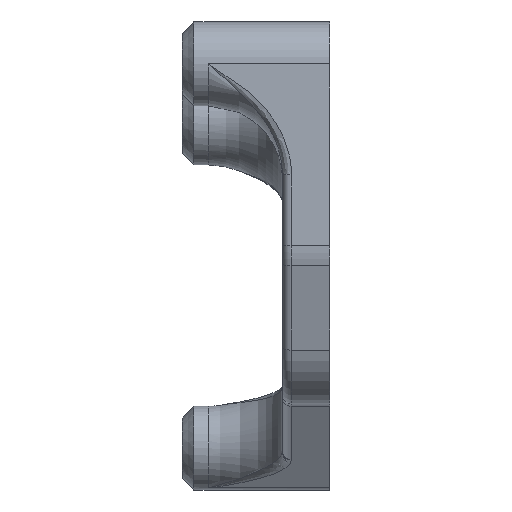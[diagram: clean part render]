
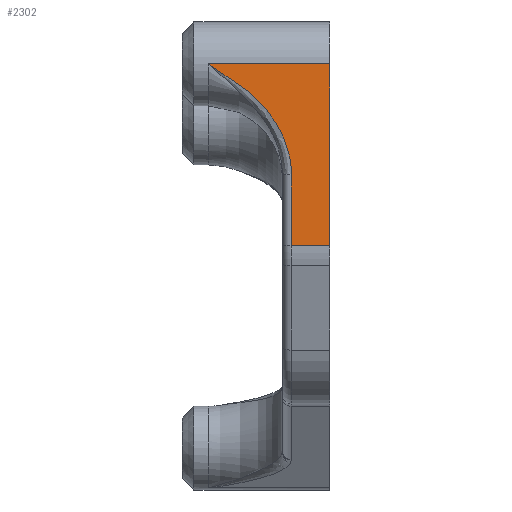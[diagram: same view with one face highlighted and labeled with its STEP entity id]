
A CAD part, left-side view. The second image highlights one B-rep face of the part: STEP entity #2302.
In plain terms, the highlighted planar face has unit normal (-1, 0, 0).
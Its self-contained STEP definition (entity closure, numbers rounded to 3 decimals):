
#38 = CARTESIAN_POINT ( 'NONE',  ( -22.65, 4.064, 22.86 ) ) ;
#127 = VERTEX_POINT ( 'NONE', #497 ) ;
#140 = VECTOR ( 'NONE', #1897, 1000. ) ;
#148 = CARTESIAN_POINT ( 'NONE',  ( -22.65, 3.507, 15.129 ) ) ;
#167 = CARTESIAN_POINT ( 'NONE',  ( -22.65, 3.571, 15.381 ) ) ;
#198 = VERTEX_POINT ( 'NONE', #1767 ) ;
#268 = ORIENTED_EDGE ( 'NONE', *, *, #1409, .T. ) ;
#301 = VECTOR ( 'NONE', #525, 1000. ) ;
#487 = DIRECTION ( 'NONE',  ( 0., 0., -1. ) ) ;
#497 = CARTESIAN_POINT ( 'NONE',  ( -22.65, 0., 22.86 ) ) ;
#525 = DIRECTION ( 'NONE',  ( 0., 0., -1. ) ) ;
#612 = CARTESIAN_POINT ( 'NONE',  ( -22.65, 3.302, 13.323 ) ) ;
#622 = VERTEX_POINT ( 'NONE', #3010 ) ;
#642 = CARTESIAN_POINT ( 'NONE',  ( -22.65, 3.302, 13.323 ) ) ;
#659 = CARTESIAN_POINT ( 'NONE',  ( -22.65, 5.366, 18.822 ) ) ;
#771 = EDGE_LOOP ( 'NONE', ( #1624, #2689, #268, #919, #2848 ) ) ;
#775 = EDGE_CURVE ( 'NONE', #622, #127, #2627, .T. ) ;
#828 = CARTESIAN_POINT ( 'NONE',  ( -22.65, 4.101, 16.854 ) ) ;
#906 = CARTESIAN_POINT ( 'NONE',  ( -22.65, 4.064, 22.86 ) ) ;
#919 = ORIENTED_EDGE ( 'NONE', *, *, #1566, .T. ) ;
#989 = B_SPLINE_CURVE_WITH_KNOTS ( 'NONE', 3,
 ( #2355, #2326, #2108, #2598, #1105, #659, #1354, #2871, #2341, #1124, #828, #2074, #1868, #167, #148, #2567, #1143, #642 ),
 .UNSPECIFIED., .F., .F.,
 ( 4, 2, 2, 2, 2, 2, 2, 2, 4 ),
 ( 0., 0.003, 0.006, 0.007, 0.008, 0.009, 0.01, 0.011, 0.012 ),
 .UNSPECIFIED. ) ;
#1105 = CARTESIAN_POINT ( 'NONE',  ( -22.65, 6.207, 19.807 ) ) ;
#1124 = CARTESIAN_POINT ( 'NONE',  ( -22.65, 4.337, 17.316 ) ) ;
#1143 = CARTESIAN_POINT ( 'NONE',  ( -22.65, 3.302, 13.849 ) ) ;
#1234 = VERTEX_POINT ( 'NONE', #2186 ) ;
#1329 = LINE ( 'NONE', #1606, #2266 ) ;
#1354 = CARTESIAN_POINT ( 'NONE',  ( -22.65, 5.205, 18.618 ) ) ;
#1409 = EDGE_CURVE ( 'NONE', #1438, #198, #1748, .T. ) ;
#1438 = VERTEX_POINT ( 'NONE', #612 ) ;
#1566 = EDGE_CURVE ( 'NONE', #198, #1234, #3011, .T. ) ;
#1606 = CARTESIAN_POINT ( 'NONE',  ( -22.65, 0., 22.86 ) ) ;
#1624 = ORIENTED_EDGE ( 'NONE', *, *, #775, .F. ) ;
#1726 = PLANE ( 'NONE',  #3084 ) ;
#1748 = LINE ( 'NONE', #2735, #301 ) ;
#1767 = CARTESIAN_POINT ( 'NONE',  ( -22.65, 3.302, 7.233 ) ) ;
#1813 = DIRECTION ( 'NONE',  ( 0., 0., 1. ) ) ;
#1845 = DIRECTION ( 'NONE',  ( 0., -1., 0. ) ) ;
#1868 = CARTESIAN_POINT ( 'NONE',  ( -22.65, 3.721, 15.882 ) ) ;
#1897 = DIRECTION ( 'NONE',  ( 0., -1., 0. ) ) ;
#1995 = DIRECTION ( 'NONE',  ( 1., 0., 0. ) ) ;
#2074 = CARTESIAN_POINT ( 'NONE',  ( -22.65, 3.808, 16.13 ) ) ;
#2108 = CARTESIAN_POINT ( 'NONE',  ( -22.65, 8.65, 21.745 ) ) ;
#2186 = CARTESIAN_POINT ( 'NONE',  ( -22.65, 0., 7.233 ) ) ;
#2244 = FACE_OUTER_BOUND ( 'NONE', #771, .T. ) ;
#2266 = VECTOR ( 'NONE', #1813, 1000. ) ;
#2302 = ADVANCED_FACE ( 'NONE', ( #2244 ), #1726, .F. ) ;
#2326 = CARTESIAN_POINT ( 'NONE',  ( -22.65, 9.532, 22.303 ) ) ;
#2341 = CARTESIAN_POINT ( 'NONE',  ( -22.65, 4.748, 17.98 ) ) ;
#2355 = CARTESIAN_POINT ( 'NONE',  ( -22.65, 10.414, 22.86 ) ) ;
#2465 = EDGE_CURVE ( 'NONE', #1234, #127, #1329, .T. ) ;
#2521 = VECTOR ( 'NONE', #1845, 1000. ) ;
#2567 = CARTESIAN_POINT ( 'NONE',  ( -22.65, 3.355, 14.365 ) ) ;
#2598 = CARTESIAN_POINT ( 'NONE',  ( -22.65, 6.982, 20.493 ) ) ;
#2627 = LINE ( 'NONE', #906, #140 ) ;
#2689 = ORIENTED_EDGE ( 'NONE', *, *, #2892, .T. ) ;
#2735 = CARTESIAN_POINT ( 'NONE',  ( -22.65, 3.302, 7.233 ) ) ;
#2785 = CARTESIAN_POINT ( 'NONE',  ( -22.65, 4.064, 7.233 ) ) ;
#2848 = ORIENTED_EDGE ( 'NONE', *, *, #2465, .T. ) ;
#2871 = CARTESIAN_POINT ( 'NONE',  ( -22.65, 4.896, 18.197 ) ) ;
#2892 = EDGE_CURVE ( 'NONE', #622, #1438, #989, .T. ) ;
#3010 = CARTESIAN_POINT ( 'NONE',  ( -22.65, 10.414, 22.86 ) ) ;
#3011 = LINE ( 'NONE', #2785, #2521 ) ;
#3084 = AXIS2_PLACEMENT_3D ( 'NONE', #38, #1995, #487 ) ;
